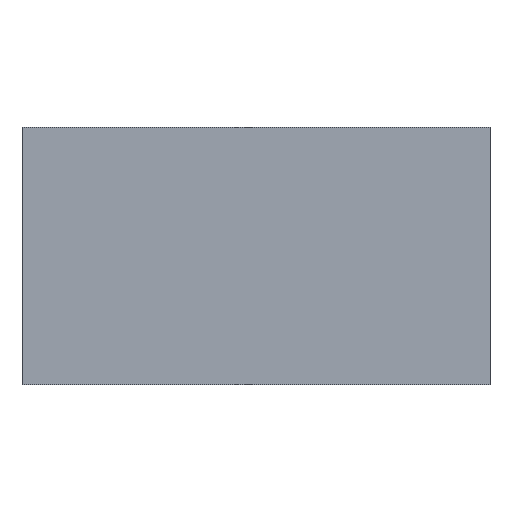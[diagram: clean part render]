
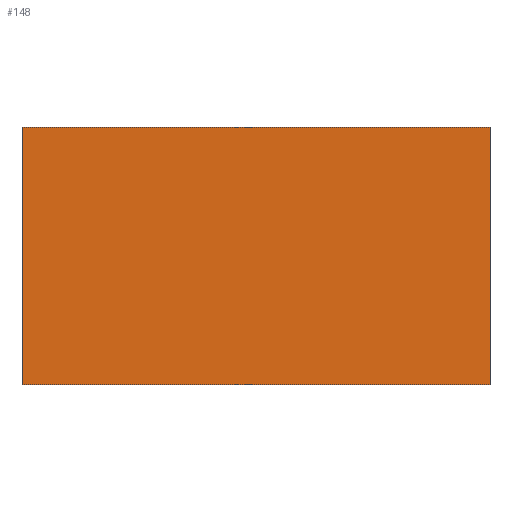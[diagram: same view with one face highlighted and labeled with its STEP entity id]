
A CAD part, top view. The second image highlights one B-rep face of the part: STEP entity #148.
In plain terms, the highlighted planar face has unit normal (0, 0, 1).
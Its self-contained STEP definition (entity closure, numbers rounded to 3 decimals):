
#33=DIRECTION('',(0.,1.,0.));
#34=VECTOR('',#33,60.);
#35=CARTESIAN_POINT('',(0.,-60.,5.));
#36=LINE('',#35,#34);
#37=DIRECTION('',(-1.,0.,0.));
#38=VECTOR('',#37,109.);
#39=CARTESIAN_POINT('',(109.,0.,5.));
#40=LINE('',#39,#38);
#41=DIRECTION('',(0.,-1.,0.));
#42=VECTOR('',#41,60.);
#43=CARTESIAN_POINT('',(109.,0.,5.));
#44=LINE('',#43,#42);
#45=DIRECTION('',(1.,0.,0.));
#46=VECTOR('',#45,109.);
#47=CARTESIAN_POINT('',(0.,-60.,5.));
#48=LINE('',#47,#46);
#50=CARTESIAN_POINT('',(109.,-60.,5.));
#52=VERTEX_POINT('',#50);
#53=CARTESIAN_POINT('',(109.,0.,5.));
#54=VERTEX_POINT('',#53);
#58=CARTESIAN_POINT('',(0.,0.,5.));
#60=VERTEX_POINT('',#58);
#61=CARTESIAN_POINT('',(0.,-60.,5.));
#62=VERTEX_POINT('',#61);
#137=CARTESIAN_POINT('',(0.,0.,5.));
#138=DIRECTION('',(0.,0.,1.));
#139=DIRECTION('',(-1.,0.,0.));
#140=AXIS2_PLACEMENT_3D('',#137,#138,#139);
#141=PLANE('',#140);
#142=ORIENTED_EDGE('',*,*,#88,.T.);
#143=ORIENTED_EDGE('',*,*,#105,.F.);
#144=ORIENTED_EDGE('',*,*,#117,.T.);
#145=ORIENTED_EDGE('',*,*,#130,.F.);
#146=EDGE_LOOP('',(#142,#143,#144,#145));
#147=FACE_OUTER_BOUND('',#146,.F.);
#148=ADVANCED_FACE('',(#147),#141,.T.);
#88=EDGE_CURVE('',#62,#60,#36,.T.);
#105=EDGE_CURVE('',#54,#60,#40,.T.);
#117=EDGE_CURVE('',#54,#52,#44,.T.);
#130=EDGE_CURVE('',#62,#52,#48,.T.);
